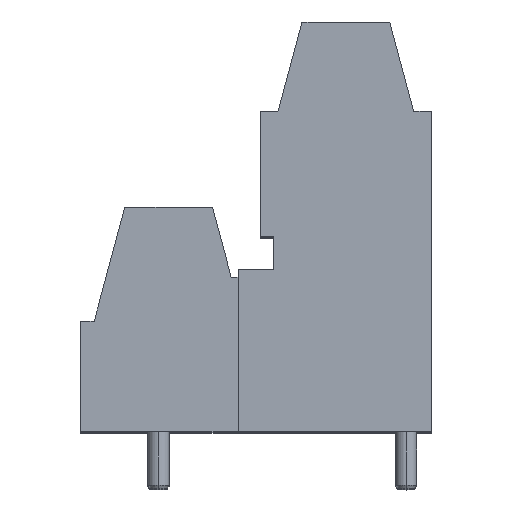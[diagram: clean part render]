
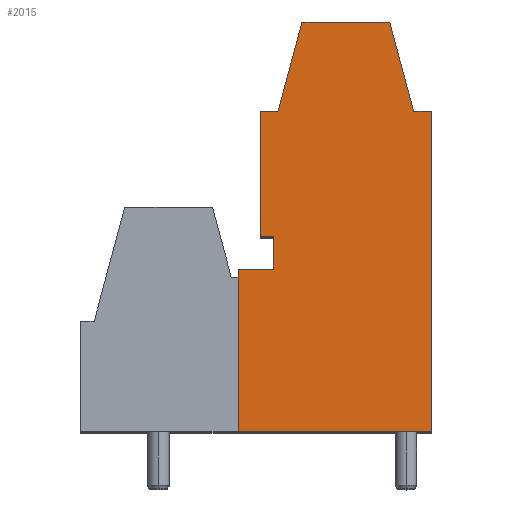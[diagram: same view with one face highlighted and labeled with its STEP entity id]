
A CAD part, top view. The second image highlights one B-rep face of the part: STEP entity #2015.
In plain terms, the highlighted planar face has unit normal (0, 0, 1).
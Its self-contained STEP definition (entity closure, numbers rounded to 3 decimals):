
#1 = VECTOR ( 'NONE', #217, 1000. ) ;
#10 = CARTESIAN_POINT ( 'NONE',  ( 19.026, 25.2, -2.5 ) ) ;
#12 = CARTESIAN_POINT ( 'NONE',  ( 11.9, 12., -2.5 ) ) ;
#35 = CARTESIAN_POINT ( 'NONE',  ( 21.6, 0., -2.5 ) ) ;
#48 = EDGE_CURVE ( 'NONE', #2358, #1096, #1776, .T. ) ;
#53 = DIRECTION ( 'NONE',  ( 0., -1., 0. ) ) ;
#67 = ORIENTED_EDGE ( 'NONE', *, *, #2433, .T. ) ;
#84 = DIRECTION ( 'NONE',  ( 1., 0., 0. ) ) ;
#122 = VECTOR ( 'NONE', #1579, 1000. ) ;
#131 = DIRECTION ( 'NONE',  ( 0., 0., 1. ) ) ;
#217 = DIRECTION ( 'NONE',  ( -1., 0., 0. ) ) ;
#230 = CARTESIAN_POINT ( 'NONE',  ( 12.153, 19.7, -2.5 ) ) ;
#233 = CARTESIAN_POINT ( 'NONE',  ( 20.5, 19.7, -2.5 ) ) ;
#289 = CARTESIAN_POINT ( 'NONE',  ( 9.7, 9.5, -2.5 ) ) ;
#310 = CARTESIAN_POINT ( 'NONE',  ( 11.053, 19.7, -2.5 ) ) ;
#314 = ORIENTED_EDGE ( 'NONE', *, *, #901, .T. ) ;
#317 = CARTESIAN_POINT ( 'NONE',  ( 9.7, 10., -2.5 ) ) ;
#320 = ORIENTED_EDGE ( 'NONE', *, *, #48, .T. ) ;
#323 = LINE ( 'NONE', #1209, #813 ) ;
#336 = VERTEX_POINT ( 'NONE', #2515 ) ;
#389 = ORIENTED_EDGE ( 'NONE', *, *, #525, .T. ) ;
#459 = VECTOR ( 'NONE', #53, 1000. ) ;
#475 = CARTESIAN_POINT ( 'NONE',  ( 11.053, 12., -2.5 ) ) ;
#489 = VERTEX_POINT ( 'NONE', #1678 ) ;
#502 = DIRECTION ( 'NONE',  ( 1., 0., 0. ) ) ;
#525 = EDGE_CURVE ( 'NONE', #1196, #336, #675, .T. ) ;
#535 = CARTESIAN_POINT ( 'NONE',  ( 11.9, 10., -2.5 ) ) ;
#557 = VECTOR ( 'NONE', #84, 1000. ) ;
#641 = ORIENTED_EDGE ( 'NONE', *, *, #1331, .T. ) ;
#675 = LINE ( 'NONE', #1065, #1265 ) ;
#721 = DIRECTION ( 'NONE',  ( 0., -1., 0. ) ) ;
#775 = CARTESIAN_POINT ( 'NONE',  ( 12.153, 19.7, -2.5 ) ) ;
#813 = VECTOR ( 'NONE', #1384, 1000. ) ;
#821 = CARTESIAN_POINT ( 'NONE',  ( 19.026, 25.2, -2.5 ) ) ;
#851 = VECTOR ( 'NONE', #2330, 1000. ) ;
#901 = EDGE_CURVE ( 'NONE', #1096, #2373, #323, .T. ) ;
#979 = VERTEX_POINT ( 'NONE', #2346 ) ;
#1022 = LINE ( 'NONE', #12, #459 ) ;
#1023 = LINE ( 'NONE', #475, #851 ) ;
#1062 = EDGE_CURVE ( 'NONE', #336, #2070, #1080, .T. ) ;
#1065 = CARTESIAN_POINT ( 'NONE',  ( 9.7, 10., -2.5 ) ) ;
#1080 = LINE ( 'NONE', #1876, #557 ) ;
#1093 = CARTESIAN_POINT ( 'NONE',  ( 11.053, 12., -2.5 ) ) ;
#1096 = VERTEX_POINT ( 'NONE', #1767 ) ;
#1103 = PLANE ( 'NONE',  #1597 ) ;
#1127 = EDGE_CURVE ( 'NONE', #1598, #1570, #1779, .T. ) ;
#1160 = EDGE_CURVE ( 'NONE', #979, #2358, #2357, .T. ) ;
#1185 = DIRECTION ( 'NONE',  ( 0., 1., 0. ) ) ;
#1196 = VERTEX_POINT ( 'NONE', #289 ) ;
#1209 = CARTESIAN_POINT ( 'NONE',  ( 13.626, 25.2, -2.5 ) ) ;
#1221 = LINE ( 'NONE', #2014, #1 ) ;
#1265 = VECTOR ( 'NONE', #721, 1000. ) ;
#1286 = ORIENTED_EDGE ( 'NONE', *, *, #1486, .T. ) ;
#1326 = DIRECTION ( 'NONE',  ( -1., 0., 0. ) ) ;
#1331 = EDGE_CURVE ( 'NONE', #2054, #1196, #1484, .T. ) ;
#1370 = EDGE_CURVE ( 'NONE', #2373, #1598, #1735, .T. ) ;
#1384 = DIRECTION ( 'NONE',  ( -0.259, -0.966, 0. ) ) ;
#1406 = VECTOR ( 'NONE', #1326, 1000. ) ;
#1413 = CARTESIAN_POINT ( 'NONE',  ( 9.7, 10., -2.5 ) ) ;
#1416 = VECTOR ( 'NONE', #1185, 1000. ) ;
#1474 = DIRECTION ( 'NONE',  ( -0.259, 0.966, 0. ) ) ;
#1484 = LINE ( 'NONE', #317, #2136 ) ;
#1486 = EDGE_CURVE ( 'NONE', #1969, #2544, #1022, .T. ) ;
#1512 = ORIENTED_EDGE ( 'NONE', *, *, #1160, .T. ) ;
#1570 = VERTEX_POINT ( 'NONE', #1093 ) ;
#1579 = DIRECTION ( 'NONE',  ( -1., 0., 0. ) ) ;
#1597 = AXIS2_PLACEMENT_3D ( 'NONE', #1894, #131, #502 ) ;
#1598 = VERTEX_POINT ( 'NONE', #310 ) ;
#1643 = ORIENTED_EDGE ( 'NONE', *, *, #1370, .T. ) ;
#1678 = CARTESIAN_POINT ( 'NONE',  ( 21.6, 19.7, -2.5 ) ) ;
#1708 = DIRECTION ( 'NONE',  ( 0., -1., 0. ) ) ;
#1709 = CARTESIAN_POINT ( 'NONE',  ( 11.9, 12., -2.5 ) ) ;
#1726 = EDGE_CURVE ( 'NONE', #489, #979, #1962, .T. ) ;
#1728 = DIRECTION ( 'NONE',  ( 0., -1., 0. ) ) ;
#1735 = LINE ( 'NONE', #775, #1406 ) ;
#1767 = CARTESIAN_POINT ( 'NONE',  ( 13.626, 25.2, -2.5 ) ) ;
#1771 = CARTESIAN_POINT ( 'NONE',  ( 21.6, 19.7, -2.5 ) ) ;
#1775 = LINE ( 'NONE', #2363, #1416 ) ;
#1776 = LINE ( 'NONE', #821, #1864 ) ;
#1779 = LINE ( 'NONE', #2575, #2547 ) ;
#1785 = EDGE_LOOP ( 'NONE', ( #1512, #320, #314, #1643, #2115, #1995, #1286, #67, #641, #389, #2176, #1877, #2471 ) ) ;
#1793 = VECTOR ( 'NONE', #1474, 1000. ) ;
#1835 = EDGE_CURVE ( 'NONE', #1570, #1969, #1023, .T. ) ;
#1864 = VECTOR ( 'NONE', #2574, 1000. ) ;
#1876 = CARTESIAN_POINT ( 'NONE',  ( 9.7, 0., -2.5 ) ) ;
#1877 = ORIENTED_EDGE ( 'NONE', *, *, #2187, .T. ) ;
#1894 = CARTESIAN_POINT ( 'NONE',  ( 0., 0., -2.5 ) ) ;
#1922 = FACE_OUTER_BOUND ( 'NONE', #1785, .T. ) ;
#1962 = LINE ( 'NONE', #1771, #122 ) ;
#1969 = VERTEX_POINT ( 'NONE', #1709 ) ;
#1995 = ORIENTED_EDGE ( 'NONE', *, *, #1835, .T. ) ;
#2014 = CARTESIAN_POINT ( 'NONE',  ( 11.9, 10., -2.5 ) ) ;
#2015 = ADVANCED_FACE ( 'NONE', ( #1922 ), #1103, .T. ) ;
#2054 = VERTEX_POINT ( 'NONE', #1413 ) ;
#2070 = VERTEX_POINT ( 'NONE', #35 ) ;
#2115 = ORIENTED_EDGE ( 'NONE', *, *, #1127, .T. ) ;
#2136 = VECTOR ( 'NONE', #1708, 1000. ) ;
#2176 = ORIENTED_EDGE ( 'NONE', *, *, #1062, .T. ) ;
#2187 = EDGE_CURVE ( 'NONE', #2070, #489, #1775, .T. ) ;
#2330 = DIRECTION ( 'NONE',  ( 1., 0., 0. ) ) ;
#2346 = CARTESIAN_POINT ( 'NONE',  ( 20.5, 19.7, -2.5 ) ) ;
#2357 = LINE ( 'NONE', #233, #1793 ) ;
#2358 = VERTEX_POINT ( 'NONE', #10 ) ;
#2363 = CARTESIAN_POINT ( 'NONE',  ( 21.6, 0., -2.5 ) ) ;
#2373 = VERTEX_POINT ( 'NONE', #230 ) ;
#2433 = EDGE_CURVE ( 'NONE', #2544, #2054, #1221, .T. ) ;
#2471 = ORIENTED_EDGE ( 'NONE', *, *, #1726, .T. ) ;
#2515 = CARTESIAN_POINT ( 'NONE',  ( 9.7, 0., -2.5 ) ) ;
#2544 = VERTEX_POINT ( 'NONE', #535 ) ;
#2547 = VECTOR ( 'NONE', #1728, 1000. ) ;
#2574 = DIRECTION ( 'NONE',  ( -1., 0., 0. ) ) ;
#2575 = CARTESIAN_POINT ( 'NONE',  ( 11.053, 19.7, -2.5 ) ) ;
